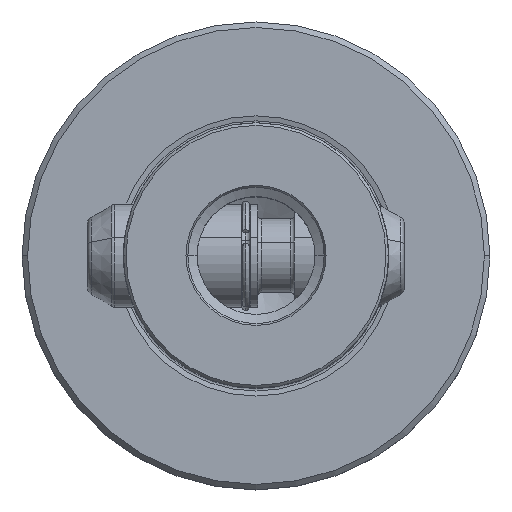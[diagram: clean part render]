
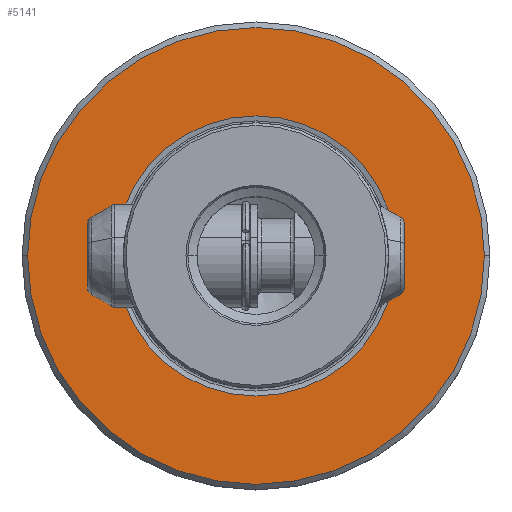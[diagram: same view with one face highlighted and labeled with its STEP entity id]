
A CAD part, top view. The second image highlights one B-rep face of the part: STEP entity #5141.
In plain terms, the highlighted planar face has unit normal (0, 0, 1).
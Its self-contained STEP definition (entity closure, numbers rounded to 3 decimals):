
#2403=VERTEX_POINT('NONE',#6235);
#3467=VERTEX_POINT('NONE',#7402);
#3703=EDGE_CURVE('NONE',#2403,#3755,#7670,.T.);
#3755=VERTEX_POINT('NONE',#7727);
#3757=VERTEX_POINT('NONE',#7729);
#4027=EDGE_CURVE('NONE',#3757,#3467,#8036,.F.);
#4357=EDGE_CURVE('NONE',#3467,#3757,#8407,.T.);
#5005=EDGE_CURVE('NONE',#3755,#2403,#9129,.T.);
#5141=ADVANCED_FACE('NONE',(#9276,#9277),#9278,.T.);
#6235=CARTESIAN_POINT('',(-31.0,0.,0.0));
#7402=CARTESIAN_POINT('',(19.012,0.,0.0));
#7670=CIRCLE('',#34199,31.0);
#7727=CARTESIAN_POINT('',(31.0,0.,0.0));
#7729=CARTESIAN_POINT('',(-19.012,0.,0.0));
#8036=CIRCLE('',#39570,19.012);
#8407=CIRCLE('',#42811,19.012);
#9129=CIRCLE('',#52505,31.0);
#9276=FACE_OUTER_BOUND('',#53623,.T.);
#9277=FACE_BOUND('',#53624,.T.);
#9278=PLANE('',#53625);
#34199=AXIS2_PLACEMENT_3D('',#63415,#63416,#63417);
#39570=AXIS2_PLACEMENT_3D('',#63884,#63885,#63886);
#42811=AXIS2_PLACEMENT_3D('',#64394,#64395,#64396);
#52505=AXIS2_PLACEMENT_3D('',#65272,#65273,#65274);
#53623=EDGE_LOOP('',(#65421,#65422));
#53624=EDGE_LOOP('',(#65423,#65424));
#53625=AXIS2_PLACEMENT_3D('',#65425,#65426,#65427);
#63415=CARTESIAN_POINT('',(0.0,0.0,0.0));
#63416=DIRECTION('',(0.0,0.0,-1.0));
#63417=DIRECTION('',(-1.0,0.,0.0));
#63884=CARTESIAN_POINT('',(0.0,0.0,0.0));
#63885=DIRECTION('',(0.0,0.0,-1.0));
#63886=DIRECTION('',(1.0,0.,0.0));
#64394=CARTESIAN_POINT('',(0.0,0.0,0.0));
#64395=DIRECTION('',(-0.0,0.0,1.0));
#64396=DIRECTION('',(1.0,0.,0.0));
#65272=CARTESIAN_POINT('',(0.0,0.0,0.0));
#65273=DIRECTION('',(0.0,0.0,-1.0));
#65274=DIRECTION('',(-1.0,0.,0.0));
#65421=ORIENTED_EDGE('',*,*,#3703,.F.);
#65422=ORIENTED_EDGE('',*,*,#5005,.F.);
#65423=ORIENTED_EDGE('',*,*,#4357,.F.);
#65424=ORIENTED_EDGE('',*,*,#4027,.F.);
#65425=CARTESIAN_POINT('',(-18.0,0.0,0.0));
#65426=DIRECTION('',(-0.0,0.0,1.0));
#65427=DIRECTION('',(0.0,1.0,0.0));
